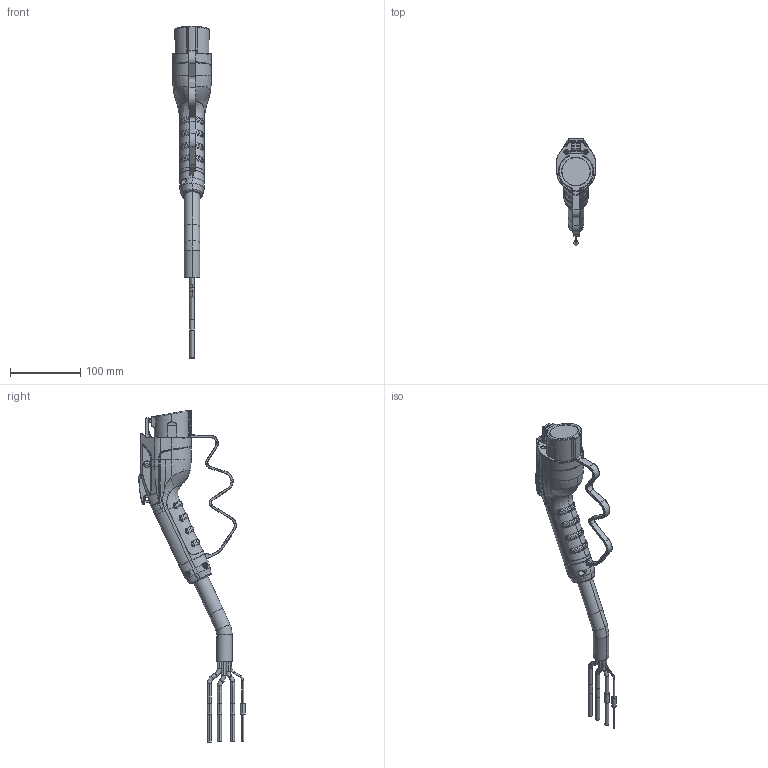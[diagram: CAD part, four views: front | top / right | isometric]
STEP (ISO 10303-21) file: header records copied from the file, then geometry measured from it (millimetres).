
FILE_DESCRIPTION (( 'STEP AP214' ), '1' );
FILE_NAME ('EVCC-1772L248-18_3D.step', '2023-10-24T15:43:45', ( '' ), ( '' ), 'SwSTEP 2.0', 'SolidWorks 2022', '' );
FILE_SCHEMA (( 'AUTOMOTIVE_DESIGN' ));
Length unit declared in the file: millimetre
Products named in the file (5): EVCC-1772L248-18_3D; PRT0010_3; PRT0009_3_without cable; ASM0012_ASM; ASM0013_ASM
Assembly tree (4 placements, depth 4):
  EVCC-1772L248-18_3D
    ASM0012_ASM
      ASM0013_ASM
        PRT0009_3_without cable
        PRT0010_3
Bounding box: 55 x 150.99 x 472.4 mm (x, y, z)
Volume: 558218.7 mm3; surface area: 119337.7 mm2
Topology: 15 solids, 15 shells, 2298 faces, 5846 edges, 3582 vertices
Faces by surface type: bspline 860, plane 689, cylinder 594, cone 125, torus 30
Entity records: 146524 total; most frequent: CARTESIAN_POINT 98128, ORIENTED_EDGE 11630, DIRECTION 7276, EDGE_CURVE 5815, VERTEX_POINT 3582, AXIS2_PLACEMENT_3D 2625, EDGE_LOOP 2385, B_SPLINE_CURVE_WITH_KNOTS 2381
